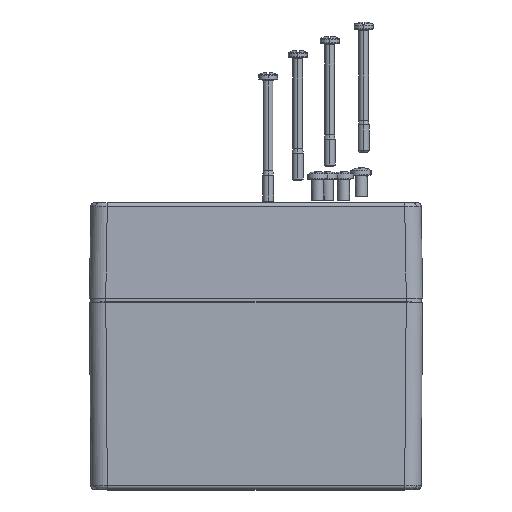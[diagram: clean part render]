
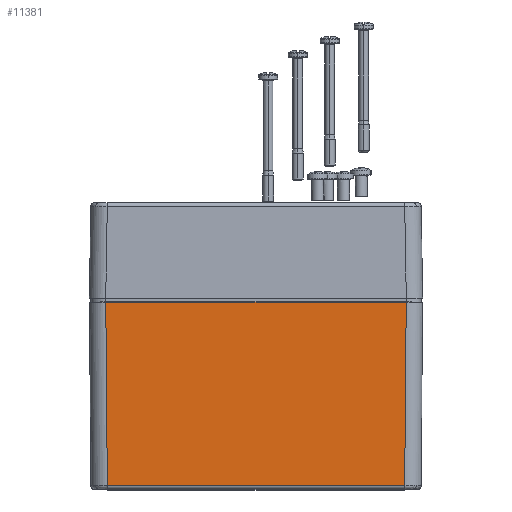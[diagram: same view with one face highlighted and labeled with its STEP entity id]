
A CAD part, top view. The second image highlights one B-rep face of the part: STEP entity #11381.
In plain terms, the highlighted planar face has unit normal (0, -0.008, 1).
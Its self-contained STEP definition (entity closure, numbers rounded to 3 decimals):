
#4872 = VERTEX_POINT ( 'NONE', #17883 ) ;
#6186 = VERTEX_POINT ( 'NONE', #21731 ) ;
#6193 = EDGE_CURVE ( 'NONE', #6186, #6221, #21749, .T. ) ;
#6221 = VERTEX_POINT ( 'NONE', #21869 ) ;
#9937 = EDGE_LOOP ( 'NONE', ( #11272, #12928, #12930, #12848 ) ) ;
#10334 = VERTEX_POINT ( 'NONE', #30747 ) ;
#10743 = EDGE_CURVE ( 'NONE', #4872, #10334, #30924, .T. ) ;
#11272 = ORIENTED_EDGE ( 'NONE', *, *, #13248, .T. ) ;
#11381 = ADVANCED_FACE ( 'NONE', ( #31105 ), #31103, .T. ) ;
#12848 = ORIENTED_EDGE ( 'NONE', *, *, #10743, .T. ) ;
#12870 = EDGE_CURVE ( 'NONE', #6221, #4872, #31833, .T. ) ;
#12928 = ORIENTED_EDGE ( 'NONE', *, *, #6193, .T. ) ;
#12930 = ORIENTED_EDGE ( 'NONE', *, *, #12870, .T. ) ;
#13248 = EDGE_CURVE ( 'NONE', #10334, #6186, #32832, .T. ) ;
#17883 = CARTESIAN_POINT ( 'NONE',  ( -54.414, -70.013, 59.413 ) ) ;
#21731 = CARTESIAN_POINT ( 'NONE',  ( 54.975, -3., 59.975 ) ) ;
#21746 = DIRECTION ( 'NONE',  ( -1., 0., 0. ) ) ;
#21747 = VECTOR ( 'NONE', #21746, 1000. ) ;
#21748 = CARTESIAN_POINT ( 'NONE',  ( -61., -3., 59.975 ) ) ;
#21749 = LINE ( 'NONE', #21748, #21747 ) ;
#21869 = CARTESIAN_POINT ( 'NONE',  ( -54.975, -3., 59.975 ) ) ;
#30747 = CARTESIAN_POINT ( 'NONE',  ( 54.414, -70.013, 59.413 ) ) ;
#30921 = DIRECTION ( 'NONE',  ( 1., 0., 0. ) ) ;
#30922 = VECTOR ( 'NONE', #30921, 1000. ) ;
#30923 = CARTESIAN_POINT ( 'NONE',  ( -61., -70.013, 59.413 ) ) ;
#30924 = LINE ( 'NONE', #30923, #30922 ) ;
#31099 = DIRECTION ( 'NONE',  ( 0., -1., -0.008 ) ) ;
#31100 = DIRECTION ( 'NONE',  ( 0., -0.008, 1. ) ) ;
#31101 = CARTESIAN_POINT ( 'NONE',  ( -61., 0., 60. ) ) ;
#31102 = AXIS2_PLACEMENT_3D ( 'NONE', #31101, #31100, #31099 ) ;
#31103 = PLANE ( 'NONE',  #31102 ) ;
#31105 = FACE_OUTER_BOUND ( 'NONE', #9937, .T. ) ;
#31830 = DIRECTION ( 'NONE',  ( 0.008, -1., -0.008 ) ) ;
#31831 = VECTOR ( 'NONE', #31830, 1000. ) ;
#31832 = CARTESIAN_POINT ( 'NONE',  ( -55.001, 0.05, 60. ) ) ;
#31833 = LINE ( 'NONE', #31832, #31831 ) ;
#32832 = LINE ( 'NONE', #32836, #32835 ) ;
#32834 = DIRECTION ( 'NONE',  ( 0.008, 1., 0.008 ) ) ;
#32835 = VECTOR ( 'NONE', #32834, 1000. ) ;
#32836 = CARTESIAN_POINT ( 'NONE',  ( 54.992, -0.972, 59.992 ) ) ;
